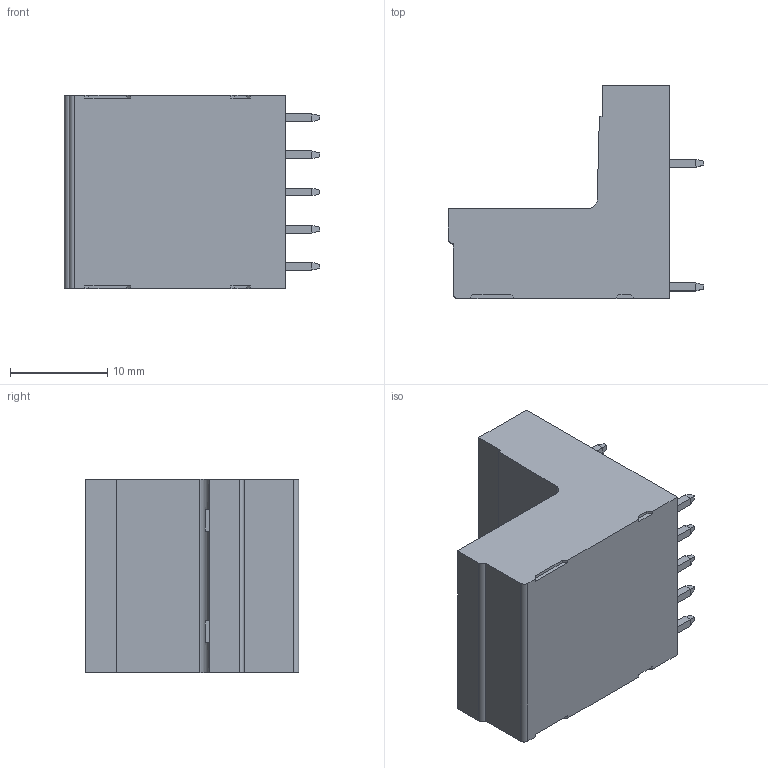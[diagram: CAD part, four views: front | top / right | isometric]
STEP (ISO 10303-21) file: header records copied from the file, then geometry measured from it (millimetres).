
FILE_DESCRIPTION((''),'2;1');
FILE_NAME('TLPHDW-105R-14P-X','2024-02-21T',('sheji'),(''),'PRO/ENGINEER BY PARAMETRIC TECHNOLOGY CORPORATION, 2015240','PRO/ENGINEER BY PARAMETRIC TECHNOLOGY CORPORATION, 2015240','');
FILE_SCHEMA(('CONFIG_CONTROL_DESIGN'));
Length unit declared in the file: millimetre
Products named in the file (1): TLPHDW-105R-14P-X
Bounding box: 26.2 x 21.9 x 19.84 mm (x, y, z)
Volume: 4610.2 mm3; surface area: 5222.3 mm2
Topology: 1 solids, 1 shells, 893 faces, 2433 edges, 1565 vertices
Faces by surface type: plane 730, cylinder 148, cone 10, sphere 5
Entity records: 27903 total; most frequent: CARTESIAN_POINT 5296, ORIENTED_EDGE 4856, DIRECTION 4406, EDGE_CURVE 2428, VECTOR 2054, LINE 2054, VERTEX_POINT 1565, AXIS2_PLACEMENT_3D 1176
